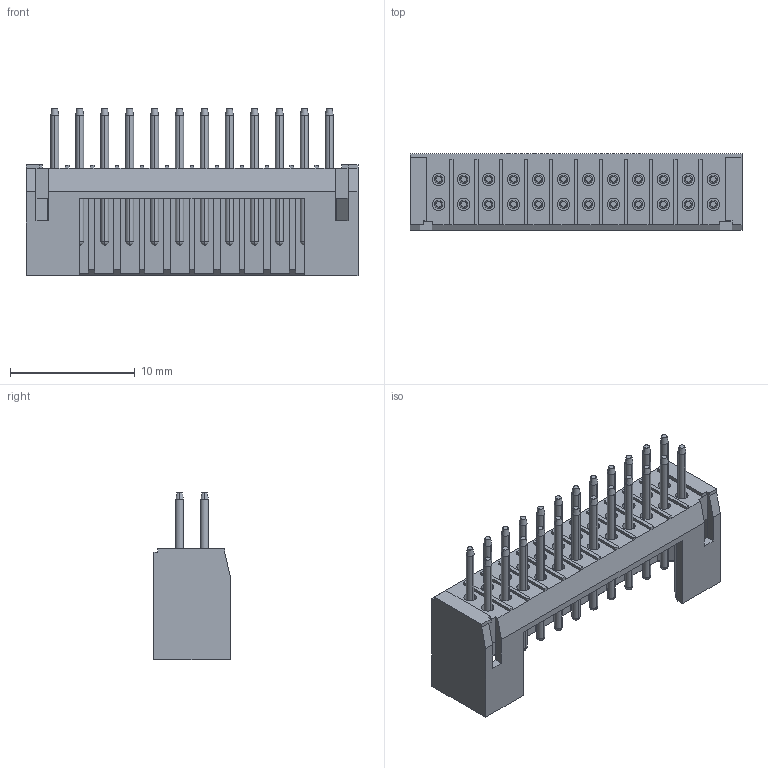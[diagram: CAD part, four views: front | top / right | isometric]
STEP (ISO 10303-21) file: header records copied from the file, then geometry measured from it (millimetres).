
FILE_DESCRIPTION (( 'STEP AP214' ), '1' );
FILE_NAME ('F2JL24-S24SD000-01-REF .STEP', '2026-04-21T02:13:05', ( '' ), ( '' ), 'SwSTEP 2.0', 'SolidWorks 2021', '' );
FILE_SCHEMA (( 'AUTOMOTIVE_DESIGN' ));
Length unit declared in the file: millimetre
Products named in the file (1): F2JL24-S24SD000-01-REF 
Bounding box: 26.6 x 6.1 x 13.4 mm (x, y, z)
Volume: 649.4 mm3; surface area: 1594.9 mm2
Topology: 1 solids, 1 shells, 448 faces, 1172 edges, 746 vertices
Faces by surface type: plane 208, cylinder 144, sphere 48, cone 48
Entity records: 13130 total; most frequent: DIRECTION 2406, CARTESIAN_POINT 2223, ORIENTED_EDGE 2152, EDGE_CURVE 1076, AXIS2_PLACEMENT_3D 881, VERTEX_POINT 698, LINE 644, VECTOR 644
